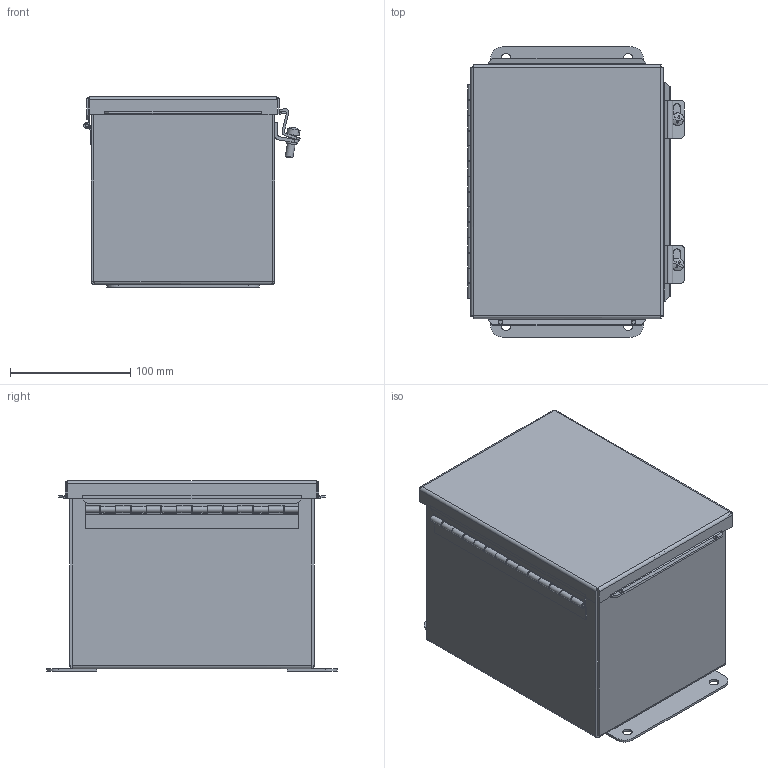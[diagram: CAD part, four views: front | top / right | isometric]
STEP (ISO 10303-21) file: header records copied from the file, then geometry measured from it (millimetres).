
FILE_DESCRIPTION((''),'2;1');
FILE_NAME('B080606CH.iam.stp','2012-02-09T07:13:39',(''),(''),'Autodesk Inventor 2012','Autodesk Inventor 2012','');
FILE_SCHEMA(('AUTOMOTIVE_DESIGN { 1 0 10303 214 1 1 1 1 }'));
Length unit declared in the file: inch
Products named in the file (14): B080606CH; 3499; 3482; C1001; C1002; 372134; B080606CHBKP; 328121; 328121LH; 328121P; 328121TH; 316162; 38811; B0806CHLID
Assembly tree (21 placements, depth 3):
  B080606CH
    3499  x4
    3482  x2
    C1001  x2
    C1002  x2
    372134  x2
    B080606CHBKP
    328121
      328121LH
      328121P
      328121TH
    316162  x2
    38811
    B0806CHLID
Bounding box: 180.01 x 241.3 x 157.98 mm (x, y, z)
Volume: 428650.7 mm3; surface area: 458601.6 mm2
Topology: 20 solids, 20 shells, 459 faces, 1113 edges, 703 vertices
Faces by surface type: plane 299, cylinder 115, bspline 36, sphere 4, cone 3, torus 2
Full cylindrical faces by diameter (mm): 2.54 x1, 2.957 x14, 3.556 x2, 3.962 x4, 4.826 x1, 4.978 x2, 6.35 x3, 7.62 x4, 7.874 x4, 8.738 x2, 10.402 x2, 15.875 x4
Entity records: 11345 total; most frequent: CARTESIAN_POINT 2532, DIRECTION 1658, ORIENTED_EDGE 1632, EDGE_CURVE 816, VECTOR 624, LINE 624, VERTEX_POINT 522, AXIS2_PLACEMENT_3D 517
